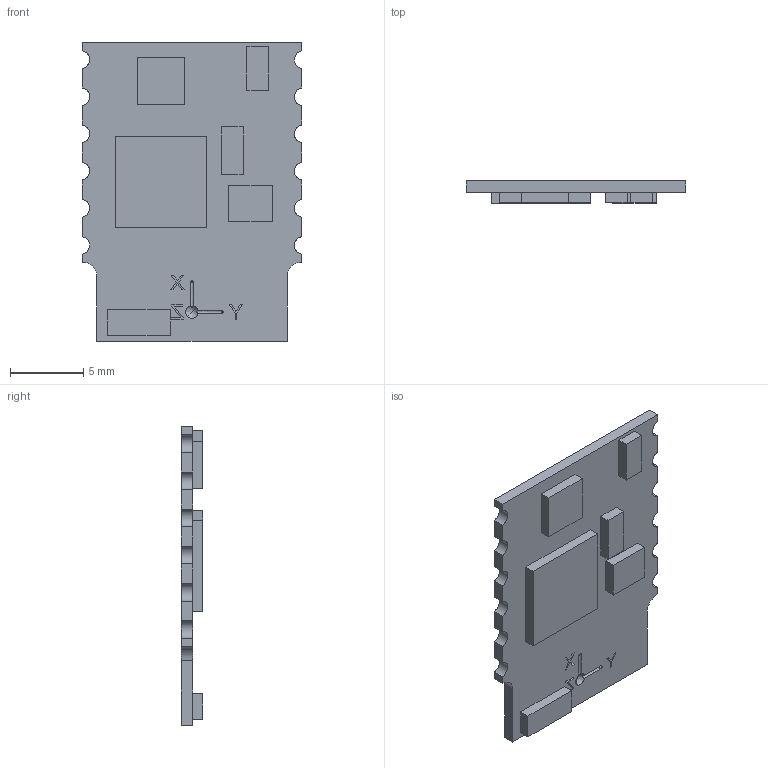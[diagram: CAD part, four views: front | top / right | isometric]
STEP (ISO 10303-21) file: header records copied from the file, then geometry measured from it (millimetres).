
FILE_DESCRIPTION (( 'STEP AP214' ), '1' );
FILE_NAME ('WT901BLE.STEP', '2020-09-21T11:21:07', ( '' ), ( '' ), 'SwSTEP 2.0', 'SolidWorks 2017', '' );
FILE_SCHEMA (( 'AUTOMOTIVE_DESIGN' ));
Length unit declared in the file: millimetre
Products named in the file (1): WT901BLE
Bounding box: 15 x 1.5 x 20.4 mm (x, y, z)
Volume: 283.3 mm3; surface area: 705.2 mm2
Topology: 1 solids, 1 shells, 160 faces, 446 edges, 294 vertices
Faces by surface type: plane 134, bspline 26
Entity records: 5976 total; most frequent: CARTESIAN_POINT 2115, ORIENTED_EDGE 876, DIRECTION 628, EDGE_CURVE 438, VECTOR 346, LINE 346, VERTEX_POINT 294, EDGE_LOOP 174
